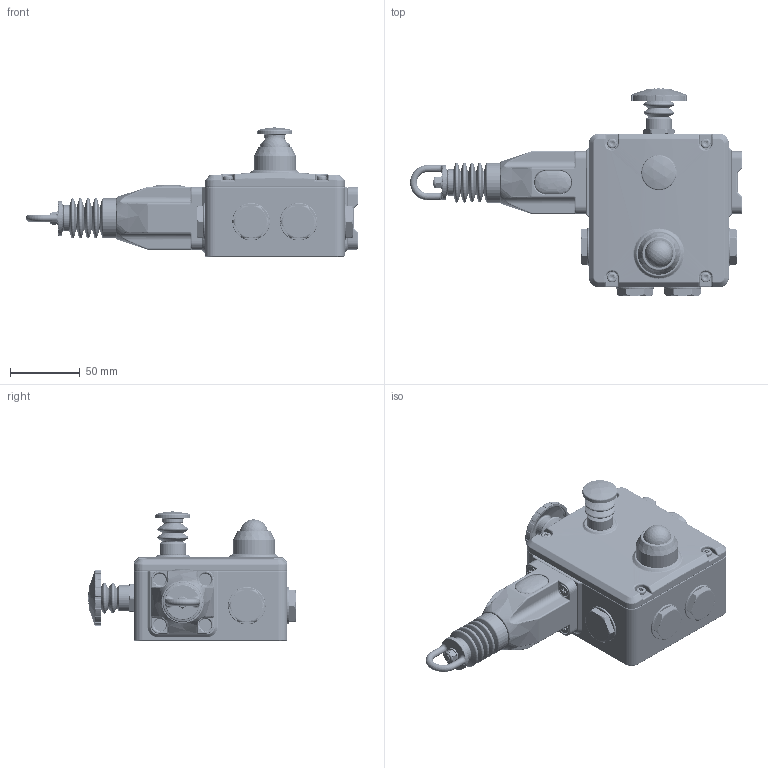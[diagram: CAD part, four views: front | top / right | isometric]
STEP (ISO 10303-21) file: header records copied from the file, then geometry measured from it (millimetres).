
FILE_DESCRIPTION (( 'STEP AP214' ), '1' );
FILE_NAME ('GLHR-141010-AS.STEP', '2021-06-09T20:53:11', ( '' ), ( '' ), 'SwSTEP 2.0', 'SolidWorks 2021', '' );
FILE_SCHEMA (( 'AUTOMOTIVE_DESIGN' ));
Length unit declared in the file: inch
Products named in the file (1): GLHR-141010-AS
Bounding box: 237.6 x 148.51 x 92.5 mm (x, y, z)
Volume: 307337.4 mm3; surface area: 193462.2 mm2
Topology: 43 solids, 43 shells, 4888 faces, 11964 edges, 7273 vertices
Faces by surface type: cylinder 1638, plane 1503, torus 811, bspline 537, cone 356, sphere 43
Full cylindrical faces by diameter (mm): 19.05 x2
Entity records: 190098 total; most frequent: CARTESIAN_POINT 78579, ORIENTED_EDGE 23772, DIRECTION 22523, EDGE_CURVE 11886, AXIS2_PLACEMENT_3D 8587, VERTEX_POINT 7270, VECTOR 5349, LINE 5349
